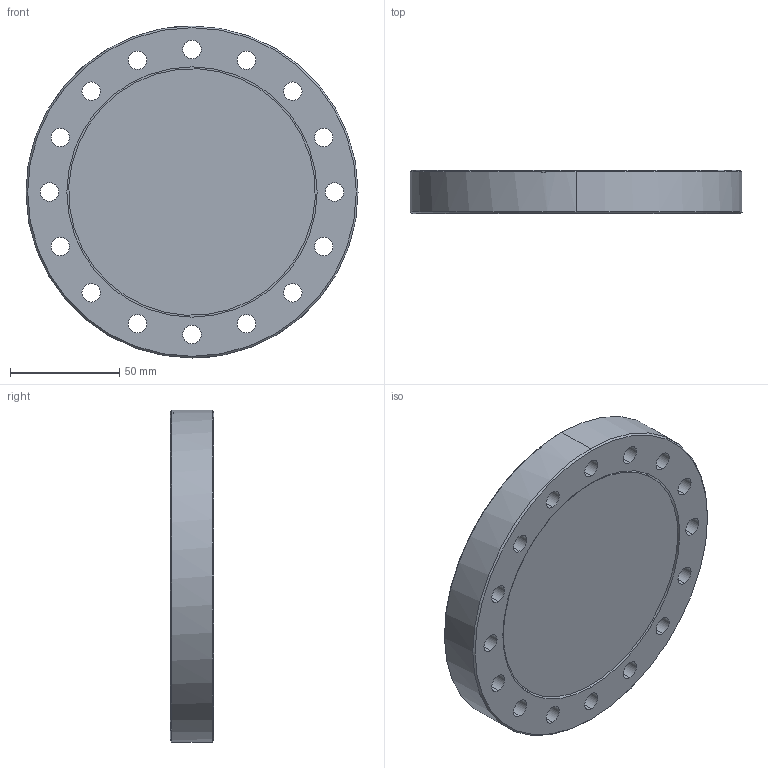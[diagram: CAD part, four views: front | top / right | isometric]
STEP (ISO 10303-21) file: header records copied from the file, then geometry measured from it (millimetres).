
FILE_DESCRIPTION (( 'STEP AP203' ), '1' );
FILE_NAME ('A0651-5-CF.STEP', '2011-10-03T19:20:55', ( '' ), ( '' ), 'SwSTEP 2.0', 'SolidWorks 2011', '' );
FILE_SCHEMA (( 'CONFIG_CONTROL_DESIGN' ));
Length unit declared in the file: inch
Products named in the file (1): A0651-5-CF
Bounding box: 151.64 x 19.81 x 151.64 mm (x, y, z)
Volume: 218815 mm3; surface area: 72348.8 mm2
Topology: 1 solids, 1 shells, 87 faces, 216 edges, 139 vertices
Faces by surface type: cylinder 54, plane 18, cone 11, torus 4
Entity records: 2790 total; most frequent: DIRECTION 521, CARTESIAN_POINT 455, ORIENTED_EDGE 432, AXIS2_PLACEMENT_3D 221, EDGE_CURVE 216, VERTEX_POINT 139, CIRCLE 133, EDGE_LOOP 127
